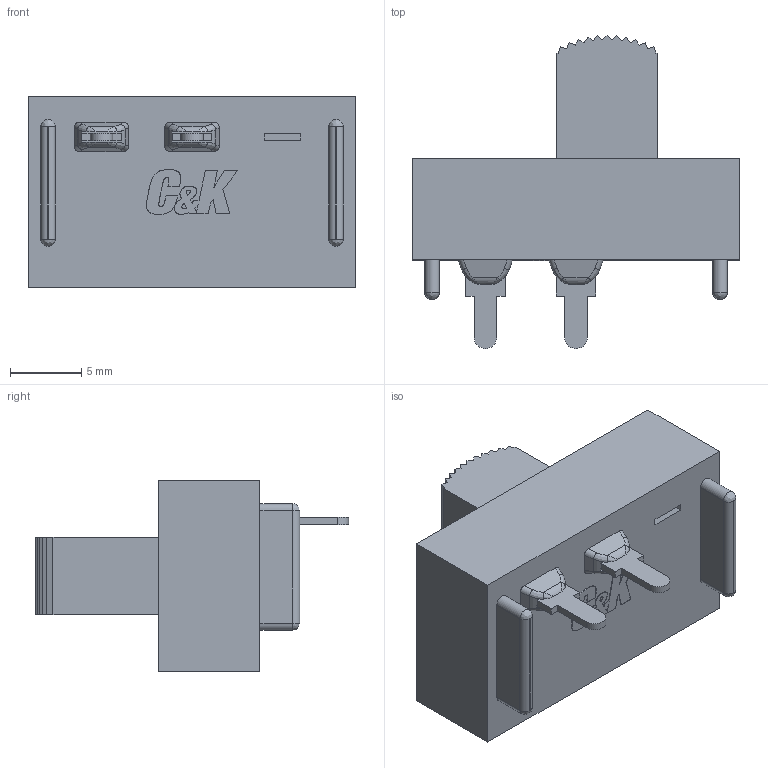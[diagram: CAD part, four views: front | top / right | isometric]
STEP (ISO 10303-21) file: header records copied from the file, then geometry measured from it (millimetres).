
FILE_DESCRIPTION(/* description */ ('STEP AP214'),/* implementation_level */ '2;1');
FILE_NAME(/* name */ 'S101031MS02Q',/* time_stamp */ '2022-12-13T16:56:28+01:00',/* author */ ('License CC BY-ND 4.0'),/* organization */ ('CADENAS'),/* preprocessor_version */ 'ST-DEVELOPER v18.102',/* originating_system */ 'PARTsolutions',/* authorisation */ ' ');
FILE_SCHEMA (('AUTOMOTIVE_DESIGN {1 0 10303 214 3 1 1}'));
Length unit declared in the file: millimetre
Products named in the file (2): S101031MS02Q; S101031MS02Q_PART1
Assembly tree (1 placements, depth 2):
  S101031MS02Q
    S101031MS02Q_PART1
Bounding box: 22.99 x 21.97 x 13.46 mm (x, y, z)
Volume: 1468.3 mm3; surface area: 2517.8 mm2
Topology: 3 solids, 3 shells, 334 faces, 896 edges, 584 vertices
Faces by surface type: plane 190, bspline 114, cylinder 30
Entity records: 12298 total; most frequent: CARTESIAN_POINT 4672, ORIENTED_EDGE 1792, DIRECTION 1174, EDGE_CURVE 896, LINE 586, VECTOR 586, VERTEX_POINT 584, EDGE_LOOP 356
